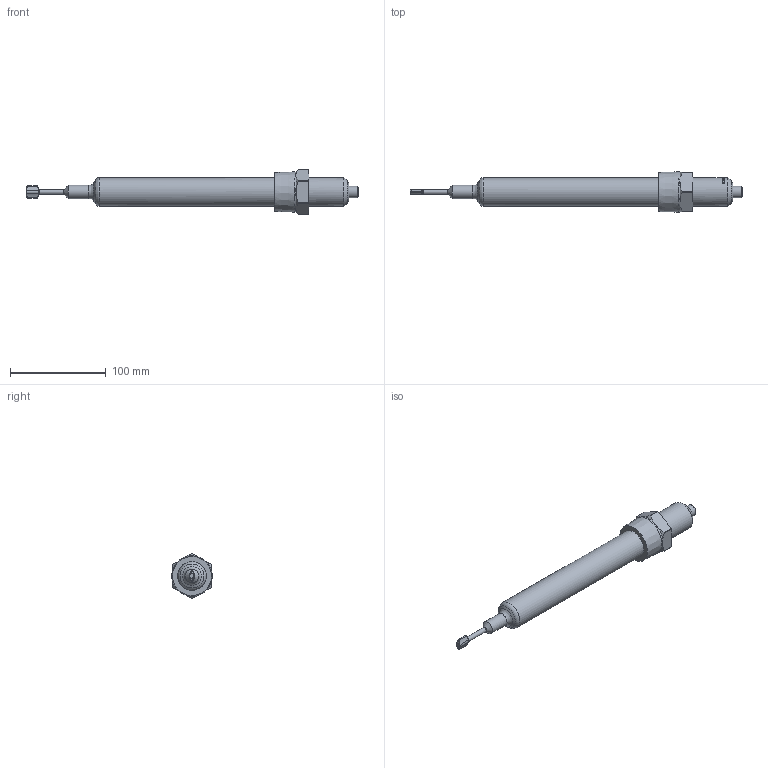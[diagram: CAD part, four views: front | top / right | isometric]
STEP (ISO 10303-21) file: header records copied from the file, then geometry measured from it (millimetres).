
FILE_DESCRIPTION(/* description */ ('Unknown'),/* implementation_level */ '2;1');
FILE_NAME(/* name */ 'SRD-HD-X5-A260-B1N25',/* time_stamp */ '2025-01-16T12:49:02-05:00',/* author */ ('Unknown'),/* organization */ ('Unknown'),/* preprocessor_version */ 'ST-DEVELOPER v16.7',/* originating_system */ 'Solid Edge',/* authorisation */ 'Unknown');
FILE_SCHEMA (('AUTOMOTIVE_DESIGN {1 0 10303 214 3 1 1}'));
Length unit declared in the file: millimetre
Products named in the file (1): SRD-HD-X5-A260-B1N25
Bounding box: 347.6 x 42.2 x 46.93 mm (x, y, z)
Volume: 217398.1 mm3; surface area: 31361.3 mm2
Topology: 1 solids, 1 shells, 202 faces, 501 edges, 319 vertices
Faces by surface type: bspline 91, cylinder 43, plane 42, cone 16, torus 10
Full cylindrical faces by diameter (mm): 5 x1, 8 x1, 12 x1, 13.9 x1, 30 x2, 42.2 x1
Entity records: 10677 total; most frequent: CARTESIAN_POINT 5216, ORIENTED_EDGE 950, DIRECTION 580, EDGE_CURVE 475, VERTEX_POINT 312, EDGE_LOOP 239, FACE_BOUND 239, B_SPLINE_CURVE_WITH_KNOTS 223
